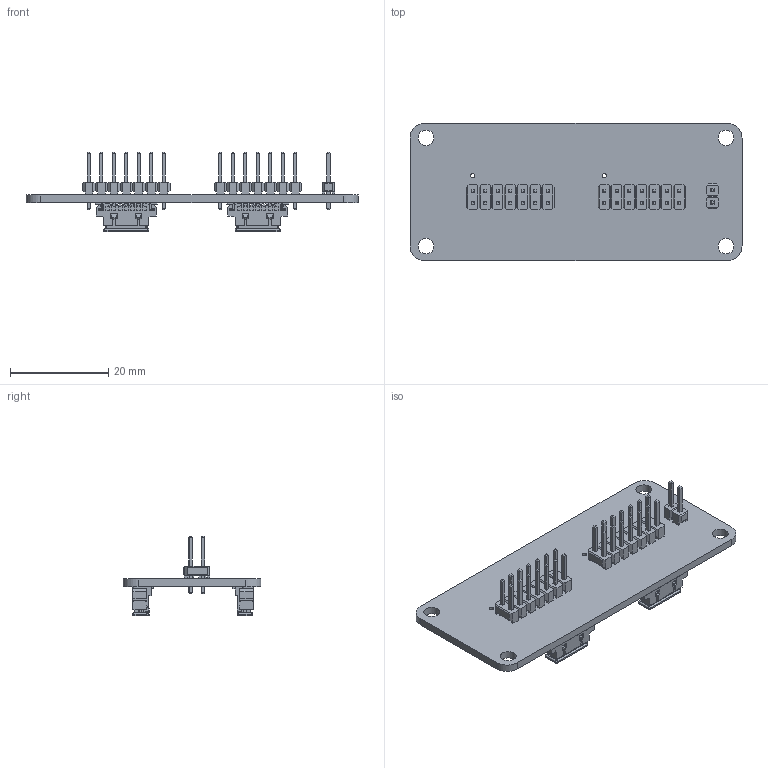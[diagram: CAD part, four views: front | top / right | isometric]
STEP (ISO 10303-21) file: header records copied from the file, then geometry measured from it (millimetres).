
FILE_DESCRIPTION(('Open CASCADE Model'),'2;1');
FILE_NAME('Open CASCADE Shape Model','2020-11-29T23:16:49',('Author'),( 'Open CASCADE'),'Open CASCADE STEP processor 6.8','Open CASCADE 6.8' ,'Unknown');
FILE_SCHEMA(('AUTOMOTIVE_DESIGN { 1 0 10303 214 1 1 1 1 }'));
Length unit declared in the file: millimetre
Products named in the file (22): PCB; Board2_iip_rbf; Open CASCADE STEP translator 6.8 1.1.1; CN52_iip_rbf; User_Library-molex_53398_white_(2); 510210400_4posHousingPicoblade; CN12_iip_rbf; m20-9990245_asm; M20-999-MOULD; M20-999-PIN; CN72_iip_rbf; User_Library-molex_53398_white_(4); 510210600_6posHousingPicoblade; CN62_iip_rbf; m20-9980745_asm; M20-998-MOULD; M20-998-PIN; CN32_iip_rbf; CN22_iip_rbf; CN42_iip_rbf; User_Library-molex_53398_white_(3); 510210500_5posHousingPicoblade
Assembly tree (38 placements, depth 4):
  PCB
    Board2_iip_rbf
      Open CASCADE STEP translator 6.8 1.1.1
    CN52_iip_rbf
      User_Library-molex_53398_white_(2)
      510210400_4posHousingPicoblade
    CN12_iip_rbf
      m20-9990245_asm
        M20-999-MOULD
        M20-999-PIN  x2
    CN72_iip_rbf
      User_Library-molex_53398_white_(4)
      510210600_6posHousingPicoblade
    CN62_iip_rbf
      m20-9980745_asm
        M20-998-MOULD
        M20-998-PIN  x14
    CN32_iip_rbf
      User_Library-molex_53398_white_(4)
      510210600_6posHousingPicoblade
    CN22_iip_rbf
      m20-9980745_asm
        M20-998-MOULD
        M20-998-PIN  x14
    CN42_iip_rbf
      User_Library-molex_53398_white_(3)
      510210500_5posHousingPicoblade
Bounding box: 67.5 x 28 x 16.12 mm (x, y, z)
Volume: 3991.7 mm3; surface area: 7761.4 mm2
Topology: 50 solids, 50 shells, 3144 faces, 8036 edges, 5090 vertices
Faces by surface type: plane 3028, cylinder 108, sphere 8
Full cylindrical faces by diameter (mm): 0.9 x2, 1 x30, 3.2 x4
Entity records: 64836 total; most frequent: CARTESIAN_POINT 10521, ORIENTED_EDGE 10234, DIRECTION 9225, EDGE_CURVE 5117, LINE 4941, VECTOR 4941, VERTEX_POINT 3278, AXIS2_PLACEMENT_3D 2142
